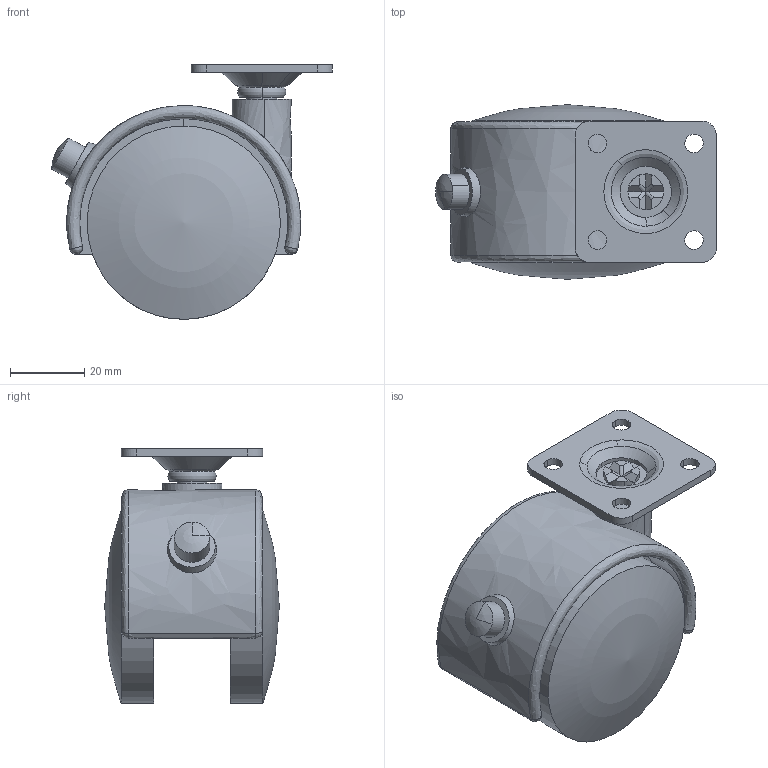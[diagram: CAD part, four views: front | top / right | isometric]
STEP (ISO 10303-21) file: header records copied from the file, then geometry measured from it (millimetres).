
FILE_DESCRIPTION((''),'2;1');
FILE_NAME('','2005-12-16T13:24:58',(''),(''),'','CADfix','');
FILE_SCHEMA(('AUTOMOTIVE_DESIGN'));
Length unit declared in the file: millimetre
Products named in the file (5): wheel; mounting plate; main shaft; body; TK50S_4931_36
Assembly tree (5 placements, depth 2):
  TK50S_4931_36
    wheel  x2
    mounting plate
    main shaft
    body
Bounding box: 75.55 x 47 x 68.5 mm (x, y, z)
Volume: 73878.1 mm3; surface area: 33581.3 mm2
Topology: 5 solids, 5 shells, 141 faces, 429 edges, 313 vertices
Faces by surface type: bspline 141
Entity records: 5312 total; most frequent: CARTESIAN_POINT 3102, ORIENTED_EDGE 774, EDGE_CURVE 387, VERTEX_POINT 281, EDGE_LOOP 152, QUASI_UNIFORM_CURVE 132, FACE_OUTER_BOUND 128, ADVANCED_FACE 128
